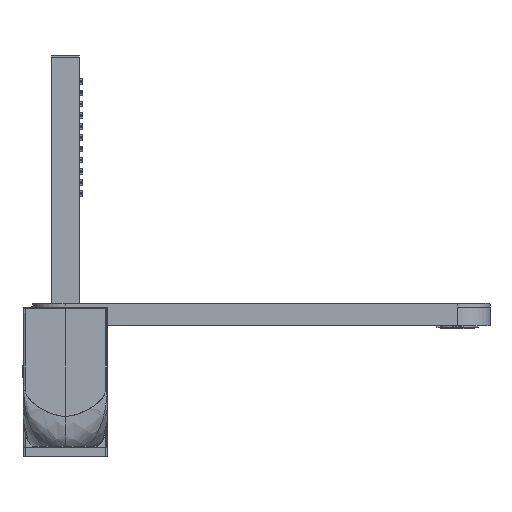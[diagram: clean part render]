
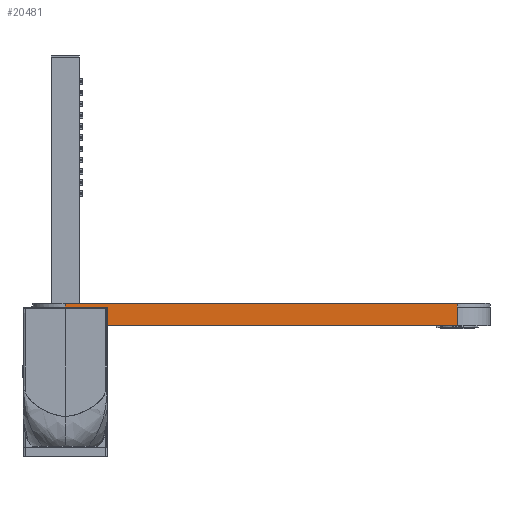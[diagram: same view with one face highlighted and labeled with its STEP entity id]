
A CAD part, front view. The second image highlights one B-rep face of the part: STEP entity #20481.
In plain terms, the highlighted planar face has unit normal (0, -1, 0).
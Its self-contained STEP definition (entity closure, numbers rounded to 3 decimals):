
#20426=CARTESIAN_POINT('Axis2P3D Location',(130.,132.5,171.5)) ;
#20431=CARTESIAN_POINT('Line Origine',(0.,132.5,172.5)) ;
#20435=CARTESIAN_POINT('Vertex',(0.,132.5,173.5)) ;
#20437=CARTESIAN_POINT('Vertex',(0.,132.5,171.5)) ;
#20440=CARTESIAN_POINT('Line Origine',(0.,132.5,166.5)) ;
#20444=CARTESIAN_POINT('Vertex',(0.,132.5,161.5)) ;
#20447=CARTESIAN_POINT('Line Origine',(105.,132.5,161.5)) ;
#20451=CARTESIAN_POINT('Vertex',(210.,132.5,161.5)) ;
#20454=CARTESIAN_POINT('Line Origine',(210.,132.5,166.5)) ;
#20458=CARTESIAN_POINT('Vertex',(210.,132.5,171.5)) ;
#20461=CARTESIAN_POINT('Line Origine',(210.,132.5,172.5)) ;
#20465=CARTESIAN_POINT('Vertex',(210.,132.5,173.5)) ;
#20468=CARTESIAN_POINT('Line Origine',(105.,132.5,173.5)) ;
#20433=VECTOR('Line Direction',#20432,1.) ;
#20442=VECTOR('Line Direction',#20441,1.) ;
#20449=VECTOR('Line Direction',#20448,1.) ;
#20456=VECTOR('Line Direction',#20455,1.) ;
#20463=VECTOR('Line Direction',#20462,1.) ;
#20470=VECTOR('Line Direction',#20469,1.) ;
#20427=DIRECTION('Axis2P3D Direction',(-0.,-1.,-0.)) ;
#20428=DIRECTION('Axis2P3D XDirection',(-1.,0.,0.)) ;
#20432=DIRECTION('Vector Direction',(0.,0.,1.)) ;
#20441=DIRECTION('Vector Direction',(0.,0.,1.)) ;
#20448=DIRECTION('Vector Direction',(-1.,0.,0.)) ;
#20455=DIRECTION('Vector Direction',(0.,0.,1.)) ;
#20462=DIRECTION('Vector Direction',(0.,0.,1.)) ;
#20469=DIRECTION('Vector Direction',(-1.,0.,0.)) ;
#20429=AXIS2_PLACEMENT_3D('Plane Axis2P3D',#20426,#20427,#20428) ;
#20434=LINE('Line',#20431,#20433) ;
#20443=LINE('Line',#20440,#20442) ;
#20450=LINE('Line',#20447,#20449) ;
#20457=LINE('Line',#20454,#20456) ;
#20464=LINE('Line',#20461,#20463) ;
#20471=LINE('Line',#20468,#20470) ;
#20430=PLANE('',#20429) ;
#20439=EDGE_CURVE('',#20436,#20438,#20434,.F.) ;
#20446=EDGE_CURVE('',#20438,#20445,#20443,.F.) ;
#20453=EDGE_CURVE('',#20445,#20452,#20450,.F.) ;
#20460=EDGE_CURVE('',#20452,#20459,#20457,.T.) ;
#20467=EDGE_CURVE('',#20459,#20466,#20464,.T.) ;
#20472=EDGE_CURVE('',#20466,#20436,#20471,.T.) ;
#20474=ORIENTED_EDGE('',*,*,#20439,.T.) ;
#20475=ORIENTED_EDGE('',*,*,#20446,.T.) ;
#20476=ORIENTED_EDGE('',*,*,#20453,.T.) ;
#20477=ORIENTED_EDGE('',*,*,#20460,.T.) ;
#20478=ORIENTED_EDGE('',*,*,#20467,.T.) ;
#20479=ORIENTED_EDGE('',*,*,#20472,.T.) ;
#20473=EDGE_LOOP('',(#20474,#20475,#20476,#20477,#20478,#20479)) ;
#20436=VERTEX_POINT('',#20435) ;
#20438=VERTEX_POINT('',#20437) ;
#20445=VERTEX_POINT('',#20444) ;
#20452=VERTEX_POINT('',#20451) ;
#20459=VERTEX_POINT('',#20458) ;
#20466=VERTEX_POINT('',#20465) ;
#20481=ADVANCED_FACE('Superficie.588',(#20480),#20430,.T.) ;
#20480=FACE_OUTER_BOUND('',#20473,.T.) ;
